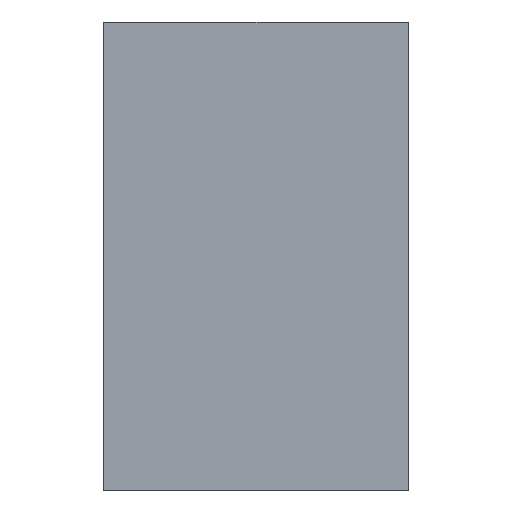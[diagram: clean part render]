
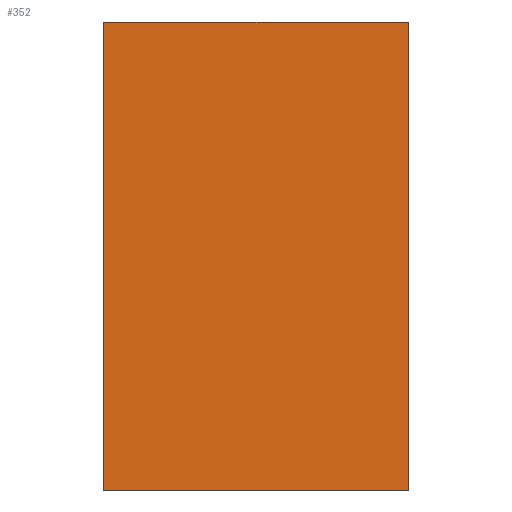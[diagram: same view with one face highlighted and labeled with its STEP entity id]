
A CAD part, left-side view. The second image highlights one B-rep face of the part: STEP entity #352.
In plain terms, the highlighted planar face has unit normal (-1, 0, 0).
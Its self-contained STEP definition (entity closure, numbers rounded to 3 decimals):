
#29 = ORIENTED_EDGE ( 'NONE', *, *, #416, .F. ) ;
#45 = DIRECTION ( 'NONE',  ( 0., 0., -1. ) ) ;
#113 = ORIENTED_EDGE ( 'NONE', *, *, #779, .F. ) ;
#166 = DIRECTION ( 'NONE',  ( 1., 0., 0. ) ) ;
#173 = ORIENTED_EDGE ( 'NONE', *, *, #717, .T. ) ;
#184 = CARTESIAN_POINT ( 'NONE',  ( -2.5, 0., -1. ) ) ;
#211 = DIRECTION ( 'NONE',  ( 0., 0., 1. ) ) ;
#226 = VECTOR ( 'NONE', #825, 1000. ) ;
#233 = CARTESIAN_POINT ( 'NONE',  ( -2.5, 1.3, 1. ) ) ;
#265 = AXIS2_PLACEMENT_3D ( 'NONE', #233, #166, #45 ) ;
#266 = LINE ( 'NONE', #465, #553 ) ;
#352 = ADVANCED_FACE ( 'NONE', ( #754 ), #814, .F. ) ;
#410 = DIRECTION ( 'NONE',  ( 0., -1., 0. ) ) ;
#416 = EDGE_CURVE ( 'NONE', #467, #770, #725, .T. ) ;
#419 = EDGE_LOOP ( 'NONE', ( #173, #113, #29, #747 ) ) ;
#425 = VECTOR ( 'NONE', #426, 1000. ) ;
#426 = DIRECTION ( 'NONE',  ( 0., -1., 0. ) ) ;
#455 = LINE ( 'NONE', #734, #742 ) ;
#460 = CARTESIAN_POINT ( 'NONE',  ( -2.5, 1.3, 1. ) ) ;
#465 = CARTESIAN_POINT ( 'NONE',  ( -2.5, 1.3, -1. ) ) ;
#467 = VERTEX_POINT ( 'NONE', #635 ) ;
#528 = VERTEX_POINT ( 'NONE', #184 ) ;
#553 = VECTOR ( 'NONE', #410, 1000. ) ;
#594 = CARTESIAN_POINT ( 'NONE',  ( -2.5, 0., 1. ) ) ;
#635 = CARTESIAN_POINT ( 'NONE',  ( -2.5, 1.3, -1. ) ) ;
#642 = CARTESIAN_POINT ( 'NONE',  ( -2.5, 1.3, 1. ) ) ;
#649 = EDGE_CURVE ( 'NONE', #467, #528, #266, .T. ) ;
#667 = CARTESIAN_POINT ( 'NONE',  ( -2.5, 1.3, 1. ) ) ;
#717 = EDGE_CURVE ( 'NONE', #528, #739, #455, .T. ) ;
#725 = LINE ( 'NONE', #642, #226 ) ;
#734 = CARTESIAN_POINT ( 'NONE',  ( -2.5, 0., 1. ) ) ;
#739 = VERTEX_POINT ( 'NONE', #594 ) ;
#742 = VECTOR ( 'NONE', #211, 1000. ) ;
#747 = ORIENTED_EDGE ( 'NONE', *, *, #649, .T. ) ;
#754 = FACE_OUTER_BOUND ( 'NONE', #419, .T. ) ;
#770 = VERTEX_POINT ( 'NONE', #667 ) ;
#779 = EDGE_CURVE ( 'NONE', #770, #739, #826, .T. ) ;
#814 = PLANE ( 'NONE',  #265 ) ;
#825 = DIRECTION ( 'NONE',  ( 0., 0., 1. ) ) ;
#826 = LINE ( 'NONE', #460, #425 ) ;
